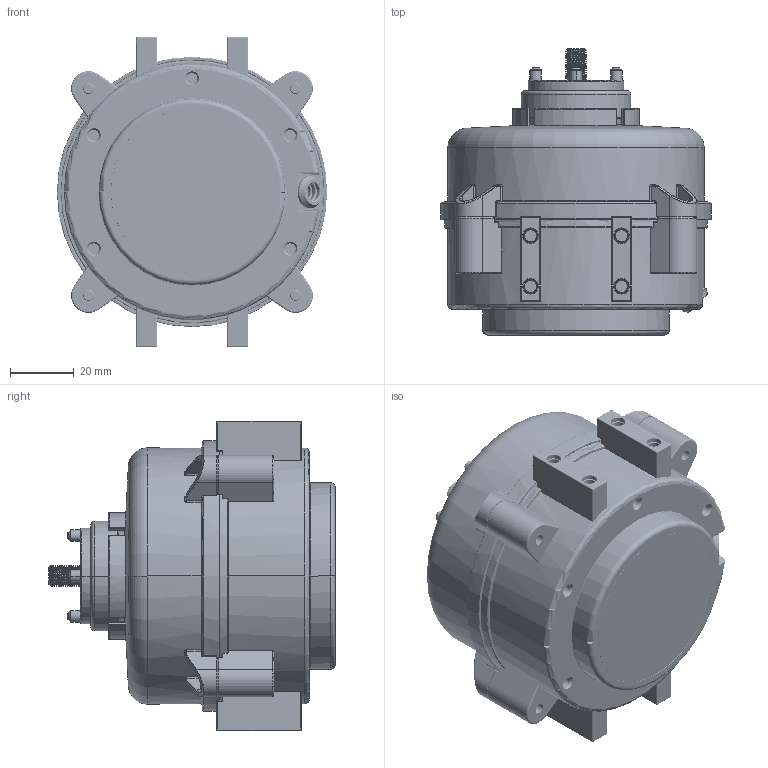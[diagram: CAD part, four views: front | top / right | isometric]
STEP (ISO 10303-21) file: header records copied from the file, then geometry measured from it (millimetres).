
FILE_DESCRIPTION((''),'2;1');
FILE_NAME('DELTA_EST_MOTOR_MR83AXME','2018-04-13T',('HARVEY.WU'),(''),'PRO/ENGINEER BY PARAMETRIC TECHNOLOGY CORPORATION, 2008150','PRO/ENGINEER BY PARAMETRIC TECHNOLOGY CORPORATION, 2008150','');
FILE_SCHEMA(('CONFIG_CONTROL_DESIGN'));
Products named in the file (1): DELTA_EST_MOTOR_MR83AXME
Bounding box: 85 x 90.05 x 97.5 mm (x, y, z)
Surface area: 76917.2 mm2 (no closed solid volume)
Topology: 0 solids, 9 shells, 1987 faces, 5442 edges, 3453 vertices
Faces by surface type: cylinder 816, plane 387, torus 359, bspline 256, sphere 88, cone 81
Entity records: 108168 total; most frequent: CARTESIAN_POINT 59308, ORIENTED_EDGE 10677, DIRECTION 10055, EDGE_CURVE 5375, AXIS2_PLACEMENT_3D 4222, VERTEX_POINT 3453, CIRCLE 2491, EDGE_LOOP 2089
